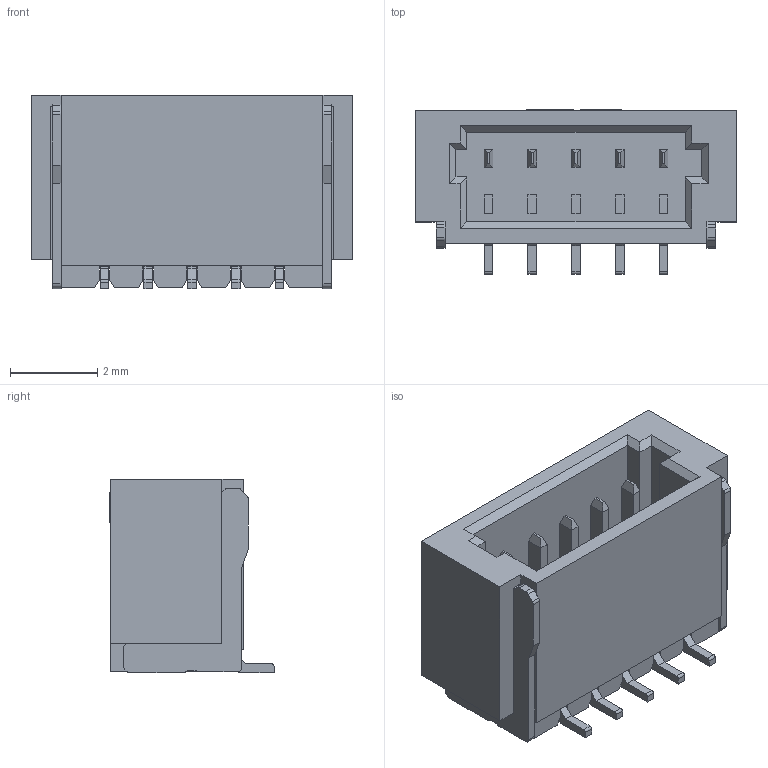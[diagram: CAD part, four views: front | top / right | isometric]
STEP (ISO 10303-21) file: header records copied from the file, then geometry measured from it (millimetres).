
FILE_DESCRIPTION(/* description */ (''),/* implementation_level */ '2;1');
FILE_NAME(/* name */ 'CONN-SMD_5P-P1.00_BX-SH1.0-5PLT.step',/* time_stamp */ '2024-11-08T23:23:36+08:00',/* author */ (''),/* organization */ (''),/* preprocessor_version */ 'ST-DEVELOPER v20',/* originating_system */ 'Autodesk Translation Framework v13.20.0.188',/* authorisation */ '');
FILE_SCHEMA (('AUTOMOTIVE_DESIGN { 1 0 10303 214 3 1 1 }'));
Length unit declared in the file: millimetre
Products named in the file (2): CONN-SMD_5P-P1.00_BX-SH1.0-5PLT; COMPOUND
Assembly tree (1 placements, depth 2):
  CONN-SMD_5P-P1.00_BX-SH1.0-5PLT
    COMPOUND
Bounding box: 7.35 x 3.75 x 4.42 mm (x, y, z)
Volume: 56.3 mm3; surface area: 312.2 mm2
Topology: 3 solids, 3 shells, 547 faces, 1501 edges, 990 vertices
Faces by surface type: plane 393, bspline 98, cylinder 56
Entity records: 18305 total; most frequent: CARTESIAN_POINT 4077, ORIENTED_EDGE 3002, DIRECTION 2493, EDGE_CURVE 1501, LINE 1193, VECTOR 1193, VERTEX_POINT 990, AXIS2_PLACEMENT_3D 650
